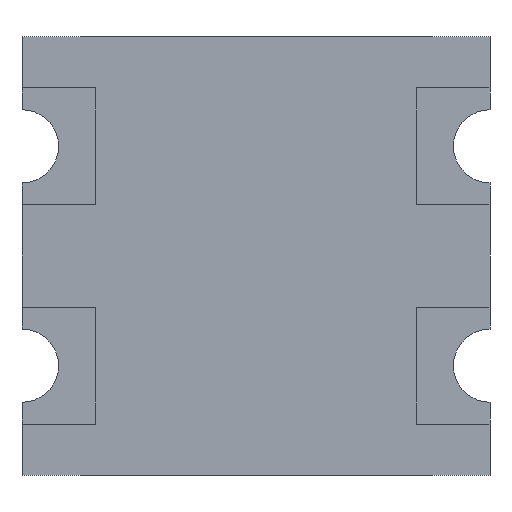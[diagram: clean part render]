
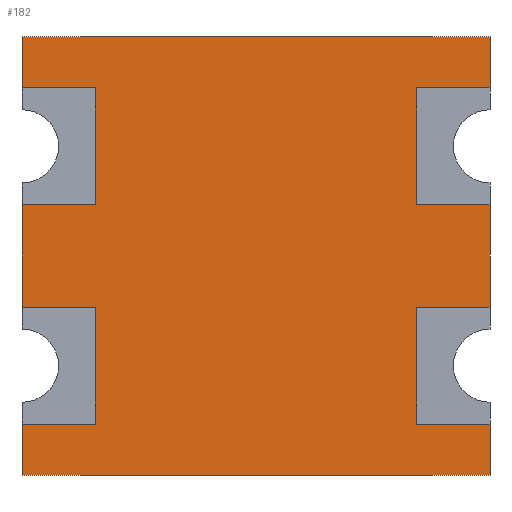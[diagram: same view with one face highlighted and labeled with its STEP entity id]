
A CAD part, front view. The second image highlights one B-rep face of the part: STEP entity #182.
In plain terms, the highlighted planar face has unit normal (0, -1, 0).
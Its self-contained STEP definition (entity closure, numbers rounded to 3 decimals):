
#6 = LINE ( 'NONE', #1112, #60 ) ;
#9 = VECTOR ( 'NONE', #134, 1000. ) ;
#17 = VECTOR ( 'NONE', #499, 1000. ) ;
#41 = VERTEX_POINT ( 'NONE', #1202 ) ;
#48 = VECTOR ( 'NONE', #395, 1000. ) ;
#56 = CARTESIAN_POINT ( 'NONE',  ( -0.8, 0., -0.175 ) ) ;
#59 = CARTESIAN_POINT ( 'NONE',  ( 0.8, 0., -0.175 ) ) ;
#60 = VECTOR ( 'NONE', #985, 1000. ) ;
#61 = EDGE_CURVE ( 'NONE', #1216, #1753, #389, .T. ) ;
#69 = DIRECTION ( 'NONE',  ( 0., 0., -1. ) ) ;
#70 = VECTOR ( 'NONE', #1467, 1000. ) ;
#80 = DIRECTION ( 'NONE',  ( 1., 0., 0. ) ) ;
#93 = CARTESIAN_POINT ( 'NONE',  ( 0.8, 0., 0.75 ) ) ;
#124 = LINE ( 'NONE', #219, #331 ) ;
#130 = VERTEX_POINT ( 'NONE', #1575 ) ;
#133 = LINE ( 'NONE', #546, #48 ) ;
#134 = DIRECTION ( 'NONE',  ( 0., 0., 1. ) ) ;
#136 = VECTOR ( 'NONE', #1275, 1000. ) ;
#146 = EDGE_CURVE ( 'NONE', #533, #241, #1822, .T. ) ;
#151 = VECTOR ( 'NONE', #1281, 1000. ) ;
#159 = LINE ( 'NONE', #433, #1804 ) ;
#173 = VERTEX_POINT ( 'NONE', #1401 ) ;
#175 = CARTESIAN_POINT ( 'NONE',  ( -0.8, 0., 0.575 ) ) ;
#182 = ADVANCED_FACE ( 'NONE', ( #1265 ), #1116, .T. ) ;
#203 = CARTESIAN_POINT ( 'NONE',  ( 0.55, 0., -0.175 ) ) ;
#219 = CARTESIAN_POINT ( 'NONE',  ( 0.8, 0., 0.75 ) ) ;
#239 = CARTESIAN_POINT ( 'NONE',  ( -0.8, 0., 0.175 ) ) ;
#241 = VERTEX_POINT ( 'NONE', #1165 ) ;
#242 = CARTESIAN_POINT ( 'NONE',  ( -0.8, 0., 0.75 ) ) ;
#251 = ORIENTED_EDGE ( 'NONE', *, *, #146, .F. ) ;
#262 = EDGE_CURVE ( 'NONE', #302, #1164, #1585, .T. ) ;
#265 = VERTEX_POINT ( 'NONE', #1469 ) ;
#273 = CARTESIAN_POINT ( 'NONE',  ( -0.8, 0., 0.75 ) ) ;
#276 = EDGE_CURVE ( 'NONE', #1451, #1816, #743, .T. ) ;
#279 = CARTESIAN_POINT ( 'NONE',  ( -0.8, 0., 0.175 ) ) ;
#280 = ORIENTED_EDGE ( 'NONE', *, *, #646, .F. ) ;
#290 = CARTESIAN_POINT ( 'NONE',  ( 0.8, 0., -0.175 ) ) ;
#291 = CARTESIAN_POINT ( 'NONE',  ( -0.8, 0., 0.75 ) ) ;
#301 = EDGE_CURVE ( 'NONE', #1825, #130, #601, .T. ) ;
#302 = VERTEX_POINT ( 'NONE', #203 ) ;
#304 = VECTOR ( 'NONE', #69, 1000. ) ;
#306 = VERTEX_POINT ( 'NONE', #59 ) ;
#312 = DIRECTION ( 'NONE',  ( 0., 0., 1. ) ) ;
#330 = LINE ( 'NONE', #291, #70 ) ;
#331 = VECTOR ( 'NONE', #1210, 1000. ) ;
#337 = ORIENTED_EDGE ( 'NONE', *, *, #373, .F. ) ;
#360 = CARTESIAN_POINT ( 'NONE',  ( 0.8, 0., 0.175 ) ) ;
#363 = VERTEX_POINT ( 'NONE', #1594 ) ;
#373 = EDGE_CURVE ( 'NONE', #241, #1113, #1513, .T. ) ;
#389 = LINE ( 'NONE', #242, #685 ) ;
#395 = DIRECTION ( 'NONE',  ( -1., 0., 0. ) ) ;
#405 = CARTESIAN_POINT ( 'NONE',  ( 0., 0., 0. ) ) ;
#431 = EDGE_CURVE ( 'NONE', #1753, #1733, #1632, .T. ) ;
#433 = CARTESIAN_POINT ( 'NONE',  ( -0.8, 0., -0.175 ) ) ;
#441 = EDGE_CURVE ( 'NONE', #1256, #306, #124, .T. ) ;
#442 = ORIENTED_EDGE ( 'NONE', *, *, #301, .F. ) ;
#463 = DIRECTION ( 'NONE',  ( 0., 0., -1. ) ) ;
#499 = DIRECTION ( 'NONE',  ( -1., 0., 0. ) ) ;
#516 = EDGE_CURVE ( 'NONE', #1733, #1825, #133, .T. ) ;
#533 = VERTEX_POINT ( 'NONE', #1241 ) ;
#535 = VECTOR ( 'NONE', #463, 1000. ) ;
#542 = CARTESIAN_POINT ( 'NONE',  ( 0.8, 0., 0.75 ) ) ;
#546 = CARTESIAN_POINT ( 'NONE',  ( 0.8, 0., 0.575 ) ) ;
#549 = VERTEX_POINT ( 'NONE', #960 ) ;
#567 = DIRECTION ( 'NONE',  ( 0., -1., 0. ) ) ;
#571 = CARTESIAN_POINT ( 'NONE',  ( -0.55, 0., -0.175 ) ) ;
#601 = LINE ( 'NONE', #1740, #535 ) ;
#620 = AXIS2_PLACEMENT_3D ( 'NONE', #405, #567, #840 ) ;
#626 = CARTESIAN_POINT ( 'NONE',  ( -0.8, 0., 0.75 ) ) ;
#644 = DIRECTION ( 'NONE',  ( 1., 0., 0. ) ) ;
#646 = EDGE_CURVE ( 'NONE', #306, #302, #1558, .T. ) ;
#670 = CARTESIAN_POINT ( 'NONE',  ( 0.8, 0., 0.75 ) ) ;
#685 = VECTOR ( 'NONE', #1347, 1000. ) ;
#743 = LINE ( 'NONE', #1446, #947 ) ;
#747 = ORIENTED_EDGE ( 'NONE', *, *, #441, .F. ) ;
#752 = CARTESIAN_POINT ( 'NONE',  ( 0.55, 0., -0.575 ) ) ;
#755 = EDGE_CURVE ( 'NONE', #1164, #549, #867, .T. ) ;
#765 = CARTESIAN_POINT ( 'NONE',  ( 0.55, 0., -0.575 ) ) ;
#770 = LINE ( 'NONE', #1646, #1352 ) ;
#780 = ORIENTED_EDGE ( 'NONE', *, *, #262, .F. ) ;
#794 = DIRECTION ( 'NONE',  ( 1., 0., 0. ) ) ;
#840 = DIRECTION ( 'NONE',  ( 0., 0., -1. ) ) ;
#867 = LINE ( 'NONE', #895, #1060 ) ;
#895 = CARTESIAN_POINT ( 'NONE',  ( 0.8, 0., -0.575 ) ) ;
#907 = VECTOR ( 'NONE', #312, 1000. ) ;
#919 = CARTESIAN_POINT ( 'NONE',  ( 0.8, 0., 0.575 ) ) ;
#947 = VECTOR ( 'NONE', #1314, 1000. ) ;
#956 = CARTESIAN_POINT ( 'NONE',  ( 0.55, 0., 0.575 ) ) ;
#960 = CARTESIAN_POINT ( 'NONE',  ( 0.8, 0., -0.575 ) ) ;
#985 = DIRECTION ( 'NONE',  ( -1., 0., 0. ) ) ;
#996 = EDGE_CURVE ( 'NONE', #363, #1767, #1017, .T. ) ;
#997 = ORIENTED_EDGE ( 'NONE', *, *, #755, .F. ) ;
#1017 = LINE ( 'NONE', #1588, #907 ) ;
#1034 = VECTOR ( 'NONE', #794, 1000. ) ;
#1060 = VECTOR ( 'NONE', #1182, 1000. ) ;
#1070 = ORIENTED_EDGE ( 'NONE', *, *, #1485, .F. ) ;
#1072 = ORIENTED_EDGE ( 'NONE', *, *, #996, .F. ) ;
#1091 = VECTOR ( 'NONE', #80, 1000. ) ;
#1112 = CARTESIAN_POINT ( 'NONE',  ( -0.8, 0., -0.75 ) ) ;
#1113 = VERTEX_POINT ( 'NONE', #175 ) ;
#1116 = PLANE ( 'NONE',  #620 ) ;
#1121 = VECTOR ( 'NONE', #1389, 1000. ) ;
#1123 = ORIENTED_EDGE ( 'NONE', *, *, #1788, .F. ) ;
#1139 = DIRECTION ( 'NONE',  ( -1., 0., 0. ) ) ;
#1149 = ORIENTED_EDGE ( 'NONE', *, *, #1672, .F. ) ;
#1164 = VERTEX_POINT ( 'NONE', #752 ) ;
#1165 = CARTESIAN_POINT ( 'NONE',  ( -0.55, 0., 0.575 ) ) ;
#1182 = DIRECTION ( 'NONE',  ( 1., 0., 0. ) ) ;
#1202 = CARTESIAN_POINT ( 'NONE',  ( 0.8, 0., -0.75 ) ) ;
#1203 = LINE ( 'NONE', #360, #1091 ) ;
#1210 = DIRECTION ( 'NONE',  ( 0., 0., -1. ) ) ;
#1215 = EDGE_CURVE ( 'NONE', #130, #1256, #1203, .T. ) ;
#1216 = VERTEX_POINT ( 'NONE', #626 ) ;
#1229 = CARTESIAN_POINT ( 'NONE',  ( -0.8, 0., 0.575 ) ) ;
#1241 = CARTESIAN_POINT ( 'NONE',  ( -0.55, 0., 0.175 ) ) ;
#1256 = VERTEX_POINT ( 'NONE', #1674 ) ;
#1261 = LINE ( 'NONE', #670, #1121 ) ;
#1264 = ORIENTED_EDGE ( 'NONE', *, *, #61, .F. ) ;
#1265 = FACE_OUTER_BOUND ( 'NONE', #1433, .T. ) ;
#1275 = DIRECTION ( 'NONE',  ( 0., 0., 1. ) ) ;
#1281 = DIRECTION ( 'NONE',  ( -1., 0., 0. ) ) ;
#1294 = CARTESIAN_POINT ( 'NONE',  ( -0.55, 0., 0.575 ) ) ;
#1300 = ORIENTED_EDGE ( 'NONE', *, *, #1390, .F. ) ;
#1314 = DIRECTION ( 'NONE',  ( 0., 0., 1. ) ) ;
#1339 = VECTOR ( 'NONE', #1782, 1000. ) ;
#1342 = EDGE_CURVE ( 'NONE', #549, #41, #1261, .T. ) ;
#1347 = DIRECTION ( 'NONE',  ( 1., 0., 0. ) ) ;
#1350 = ORIENTED_EDGE ( 'NONE', *, *, #516, .F. ) ;
#1352 = VECTOR ( 'NONE', #644, 1000. ) ;
#1360 = ORIENTED_EDGE ( 'NONE', *, *, #431, .F. ) ;
#1389 = DIRECTION ( 'NONE',  ( 0., 0., -1. ) ) ;
#1390 = EDGE_CURVE ( 'NONE', #1113, #1216, #1399, .T. ) ;
#1399 = LINE ( 'NONE', #273, #9 ) ;
#1401 = CARTESIAN_POINT ( 'NONE',  ( -0.8, 0., -0.75 ) ) ;
#1402 = EDGE_CURVE ( 'NONE', #1816, #533, #1543, .T. ) ;
#1423 = EDGE_CURVE ( 'NONE', #1767, #1451, #159, .T. ) ;
#1433 = EDGE_LOOP ( 'NONE', ( #1149, #1070, #1123, #1704, #997, #780, #280, #747, #1574, #442, #1350, #1360, #1264, #1300, #337, #251, #1499, #1554, #1656, #1072 ) ) ;
#1446 = CARTESIAN_POINT ( 'NONE',  ( -0.8, 0., 0.75 ) ) ;
#1451 = VERTEX_POINT ( 'NONE', #56 ) ;
#1467 = DIRECTION ( 'NONE',  ( 0., 0., 1. ) ) ;
#1469 = CARTESIAN_POINT ( 'NONE',  ( -0.8, 0., -0.575 ) ) ;
#1485 = EDGE_CURVE ( 'NONE', #173, #265, #330, .T. ) ;
#1499 = ORIENTED_EDGE ( 'NONE', *, *, #1402, .F. ) ;
#1513 = LINE ( 'NONE', #1229, #17 ) ;
#1543 = LINE ( 'NONE', #239, #1034 ) ;
#1554 = ORIENTED_EDGE ( 'NONE', *, *, #276, .F. ) ;
#1558 = LINE ( 'NONE', #290, #151 ) ;
#1574 = ORIENTED_EDGE ( 'NONE', *, *, #1215, .F. ) ;
#1575 = CARTESIAN_POINT ( 'NONE',  ( 0.55, 0., 0.175 ) ) ;
#1585 = LINE ( 'NONE', #765, #304 ) ;
#1588 = CARTESIAN_POINT ( 'NONE',  ( -0.55, 0., -0.575 ) ) ;
#1594 = CARTESIAN_POINT ( 'NONE',  ( -0.55, 0., -0.575 ) ) ;
#1632 = LINE ( 'NONE', #93, #1339 ) ;
#1646 = CARTESIAN_POINT ( 'NONE',  ( -0.8, 0., -0.575 ) ) ;
#1656 = ORIENTED_EDGE ( 'NONE', *, *, #1423, .F. ) ;
#1672 = EDGE_CURVE ( 'NONE', #265, #363, #770, .T. ) ;
#1674 = CARTESIAN_POINT ( 'NONE',  ( 0.8, 0., 0.175 ) ) ;
#1704 = ORIENTED_EDGE ( 'NONE', *, *, #1342, .F. ) ;
#1733 = VERTEX_POINT ( 'NONE', #919 ) ;
#1740 = CARTESIAN_POINT ( 'NONE',  ( 0.55, 0., 0.575 ) ) ;
#1753 = VERTEX_POINT ( 'NONE', #542 ) ;
#1767 = VERTEX_POINT ( 'NONE', #571 ) ;
#1782 = DIRECTION ( 'NONE',  ( 0., 0., -1. ) ) ;
#1788 = EDGE_CURVE ( 'NONE', #41, #173, #6, .T. ) ;
#1804 = VECTOR ( 'NONE', #1139, 1000. ) ;
#1816 = VERTEX_POINT ( 'NONE', #279 ) ;
#1822 = LINE ( 'NONE', #1294, #136 ) ;
#1825 = VERTEX_POINT ( 'NONE', #956 ) ;
